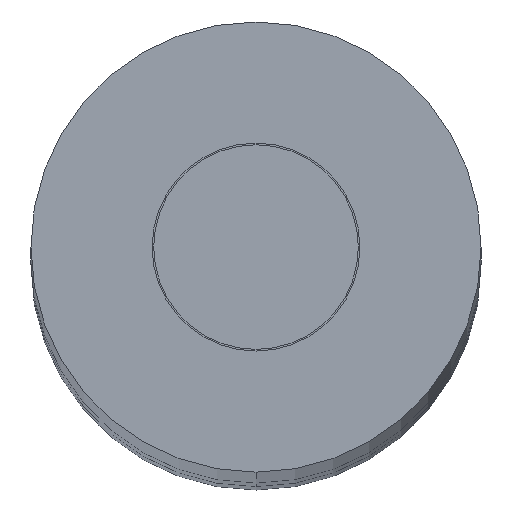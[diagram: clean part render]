
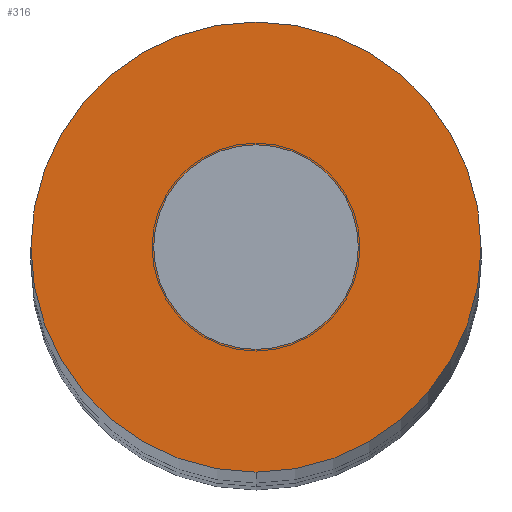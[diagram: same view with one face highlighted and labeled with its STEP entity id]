
A CAD part, top view. The second image highlights one B-rep face of the part: STEP entity #316.
In plain terms, the highlighted face is planar.
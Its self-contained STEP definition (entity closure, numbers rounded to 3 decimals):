
#71=CARTESIAN_POINT('',(-50.,0.,0.));
#72=DIRECTION('',(-1.,0.,0.));
#73=DIRECTION('',(0.,-1.,0.));
#74=AXIS2_PLACEMENT_3D('',#71,#72,#73);
#76=CARTESIAN_POINT('',(-50.,0.,0.));
#77=DIRECTION('',(-1.,0.,0.));
#78=DIRECTION('',(0.,1.,0.));
#79=AXIS2_PLACEMENT_3D('',#76,#77,#78);
#81=CARTESIAN_POINT('',(-50.,0.,0.));
#82=DIRECTION('',(-1.,0.,0.));
#83=DIRECTION('',(0.,-1.,0.));
#84=AXIS2_PLACEMENT_3D('',#81,#82,#83);
#86=CARTESIAN_POINT('',(-50.,0.,0.));
#87=DIRECTION('',(-1.,0.,0.));
#88=DIRECTION('',(0.,1.,0.));
#89=AXIS2_PLACEMENT_3D('',#86,#87,#88);
#111=CARTESIAN_POINT('',(-50.,-1.1,0.));
#112=CARTESIAN_POINT('',(-50.,1.1,0.));
#113=VERTEX_POINT('',#111);
#114=VERTEX_POINT('',#112);
#119=CARTESIAN_POINT('',(-50.,-0.5,0.));
#120=CARTESIAN_POINT('',(-50.,0.5,0.));
#121=VERTEX_POINT('',#119);
#122=VERTEX_POINT('',#120);
#301=CARTESIAN_POINT('',(-50.,0.,0.));
#302=DIRECTION('',(-1.,0.,0.));
#303=DIRECTION('',(0.,-1.,0.));
#304=AXIS2_PLACEMENT_3D('',#301,#302,#303);
#305=PLANE('',#304);
#306=ORIENTED_EDGE('',*,*,#281,.F.);
#307=ORIENTED_EDGE('',*,*,#295,.F.);
#308=EDGE_LOOP('',(#306,#307));
#309=FACE_OUTER_BOUND('',#308,.F.);
#311=ORIENTED_EDGE('',*,*,#310,.T.);
#313=ORIENTED_EDGE('',*,*,#312,.T.);
#314=EDGE_LOOP('',(#311,#313));
#315=FACE_BOUND('',#314,.F.);
#316=ADVANCED_FACE('',(#309,#315),#305,.T.);
#75=CIRCLE('',#74,1.1);
#80=CIRCLE('',#79,1.1);
#85=CIRCLE('',#84,0.5);
#90=CIRCLE('',#89,0.5);
#281=EDGE_CURVE('',#113,#114,#75,.T.);
#295=EDGE_CURVE('',#114,#113,#80,.T.);
#310=EDGE_CURVE('',#121,#122,#85,.T.);
#312=EDGE_CURVE('',#122,#121,#90,.T.);
